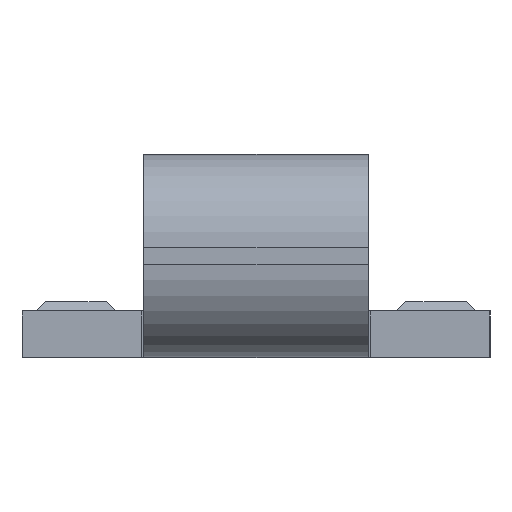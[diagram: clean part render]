
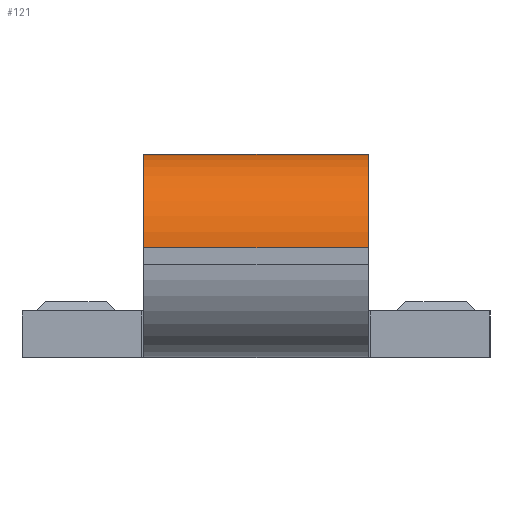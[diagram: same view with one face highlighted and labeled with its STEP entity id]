
A CAD part, left-side view. The second image highlights one B-rep face of the part: STEP entity #121.
In plain terms, the highlighted cylindrical face has radius 2 mm (diameter 4 mm), a partial arc.
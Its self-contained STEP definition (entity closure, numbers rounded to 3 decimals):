
#121=ADVANCED_FACE('NONE',(#331),#332,.T.);
#331=FACE_OUTER_BOUND('',#637,.T.);
#332=CYLINDRICAL_SURFACE('',#638,2.0);
#637=EDGE_LOOP('',(#937,#938,#939,#940));
#638=AXIS2_PLACEMENT_3D('',#941,#942,#943);
#937=ORIENTED_EDGE('',*,*,#1774,.T.);
#938=ORIENTED_EDGE('',*,*,#1775,.T.);
#939=ORIENTED_EDGE('',*,*,#1776,.T.);
#940=ORIENTED_EDGE('',*,*,#1777,.F.);
#941=CARTESIAN_POINT('',(-7.5,-5.713,2.347));
#942=DIRECTION('',(0.,-1.0,0.0));
#943=DIRECTION('',(0.0,0.0,1.0));
#1774=EDGE_CURVE('NONE',#2097,#2098,#2099,.T.);
#1775=EDGE_CURVE('NONE',#2098,#2100,#2101,.T.);
#1776=EDGE_CURVE('NONE',#2100,#2102,#2103,.T.);
#1777=EDGE_CURVE('NONE',#2097,#2102,#2104,.T.);
#2097=VERTEX_POINT('NONE',#2560);
#2098=VERTEX_POINT('NONE',#2561);
#2099=CIRCLE('',#2562,2.0);
#2100=VERTEX_POINT('NONE',#2563);
#2101=LINE('',#2564,#2565);
#2102=VERTEX_POINT('NONE',#2566);
#2103=CIRCLE('',#2567,2.0);
#2104=LINE('',#2568,#2569);
#2560=CARTESIAN_POINT('',(-9.5,-2.4,2.347));
#2561=CARTESIAN_POINT('',(-7.5,-2.4,4.347));
#2562=AXIS2_PLACEMENT_3D('',#3220,#3221,#3222);
#2563=CARTESIAN_POINT('',(-7.5,2.4,4.347));
#2564=CARTESIAN_POINT('',(-7.5,-5.713,4.347));
#2565=VECTOR('',#3223,1000.0);
#2566=CARTESIAN_POINT('',(-9.5,2.4,2.347));
#2567=AXIS2_PLACEMENT_3D('',#3224,#3225,#3226);
#2568=CARTESIAN_POINT('',(-9.5,0.,2.347));
#2569=VECTOR('',#3227,1000.0);
#3220=CARTESIAN_POINT('',(-7.5,-2.4,2.347));
#3221=DIRECTION('',(0.,1.0,0.));
#3222=DIRECTION('',(0.0,0.,1.0));
#3223=DIRECTION('',(0.,1.0,0.));
#3224=CARTESIAN_POINT('',(-7.5,2.4,2.347));
#3225=DIRECTION('',(0.,-1.0,0.));
#3226=DIRECTION('',(0.0,0.,1.0));
#3227=DIRECTION('',(0.,1.0,0.));
